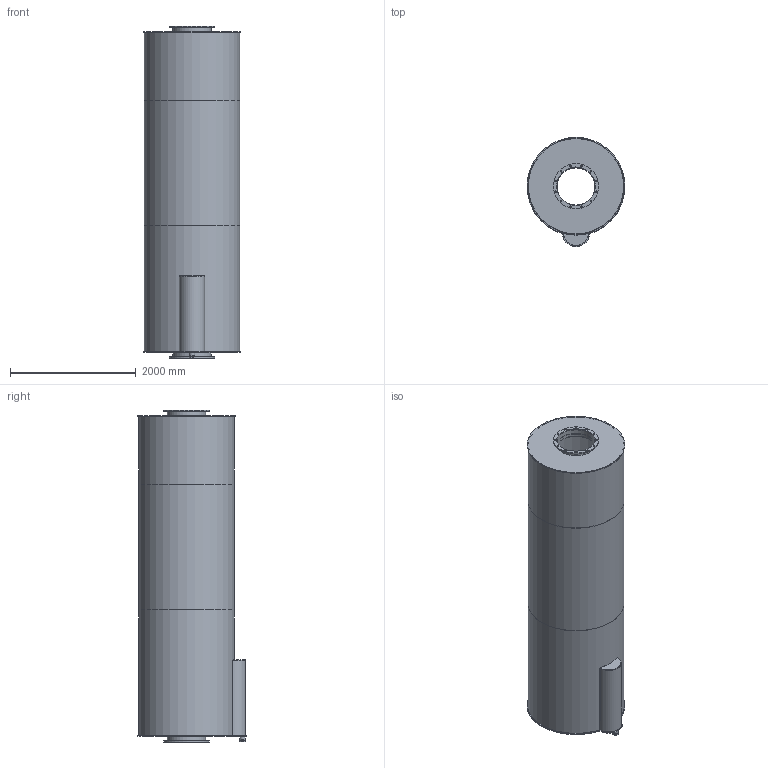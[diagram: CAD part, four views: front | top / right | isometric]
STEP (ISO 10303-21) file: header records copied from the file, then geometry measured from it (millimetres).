
FILE_DESCRIPTION(/* description */ (''),/* implementation_level */ '2;1');
FILE_NAME(/* name */ 'Vsad 24.stp',/* time_stamp */ '2015-01-23T09:15:20+01:00',/* author */ ('Tekenkamer'),/* organization */ (''),/* preprocessor_version */ 'ST-DEVELOPER v15.6',/* originating_system */ 'Autodesk Inventor 2015',/* authorisation */ '');
FILE_SCHEMA (('AUTOMOTIVE_DESIGN { 1 0 10303 214 3 1 1 }'));
Length unit declared in the file: millimetre
Products named in the file (1): MAAT3D
Bounding box: 1555 x 1729.6 x 5280 mm (x, y, z)
Volume: 165391993.3 mm3; surface area: 58584674.1 mm2
Topology: 13 solids, 13 shells, 86 faces, 180 edges, 120 vertices
Faces by surface type: cylinder 50, plane 36
Full cylindrical faces by diameter (mm): 22 x24, 80.5 x2, 88.9 x1, 600 x2, 610 x2, 612 x4, 720 x2, 1515 x3, 1525 x3, 1555 x1
Entity records: 2283 total; most frequent: DIRECTION 410, CARTESIAN_POINT 343, ORIENTED_EDGE 272, EDGE_LOOP 200, AXIS2_PLACEMENT_3D 187, EDGE_CURVE 136, VERTEX_POINT 120, FACE_BOUND 114
